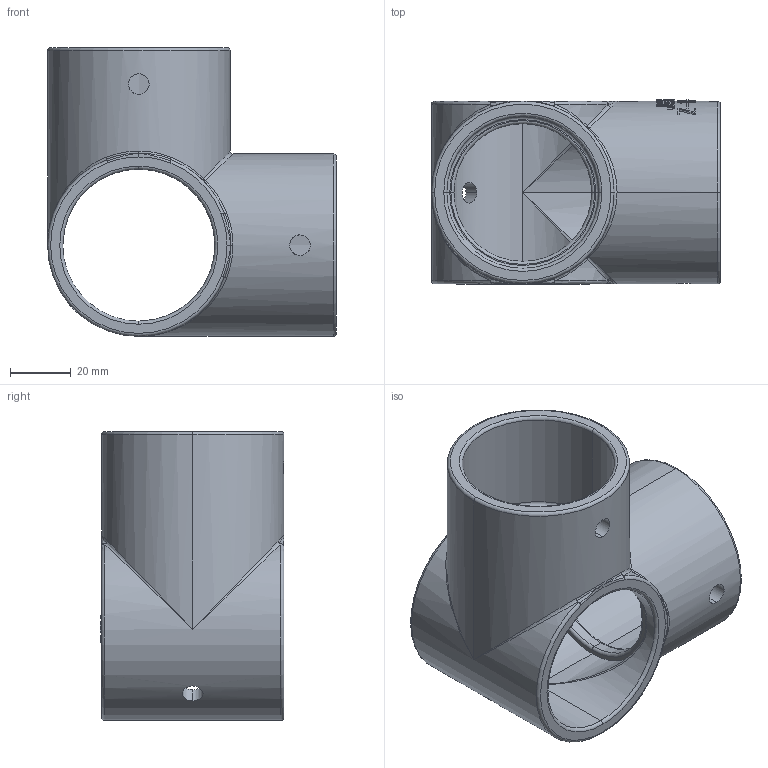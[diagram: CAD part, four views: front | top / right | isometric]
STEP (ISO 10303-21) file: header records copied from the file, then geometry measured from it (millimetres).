
FILE_DESCRIPTION (( 'STEP AP203' ), '1' );
FILE_NAME ('Z-1-3K.STEP', '2015-11-16T13:28:12', ( 'user' ), ( 'Hewlett-Packard Company' ), 'SwSTEP 2.0', 'SolidWorks 2014', '' );
FILE_SCHEMA (( 'CONFIG_CONTROL_DESIGN' ));
Length unit declared in the file: millimetre
Products named in the file (1): Z-1-3K
Bounding box: 95 x 60.51 x 95 mm (x, y, z)
Volume: 104321.4 mm3; surface area: 44426 mm2
Topology: 1 solids, 1 shells, 279 faces, 714 edges, 439 vertices
Faces by surface type: bspline 104, plane 96, cylinder 47, torus 28, sphere 4
Entity records: 12963 total; most frequent: CARTESIAN_POINT 6967, ORIENTED_EDGE 1396, DIRECTION 973, EDGE_CURVE 698, VERTEX_POINT 439, AXIS2_PLACEMENT_3D 371, EDGE_LOOP 309, FACE_OUTER_BOUND 279
